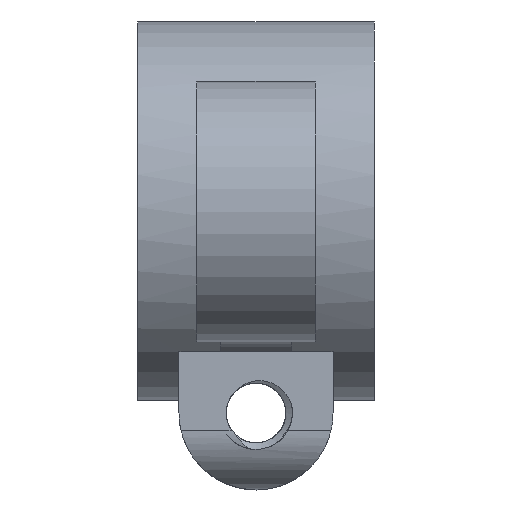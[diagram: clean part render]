
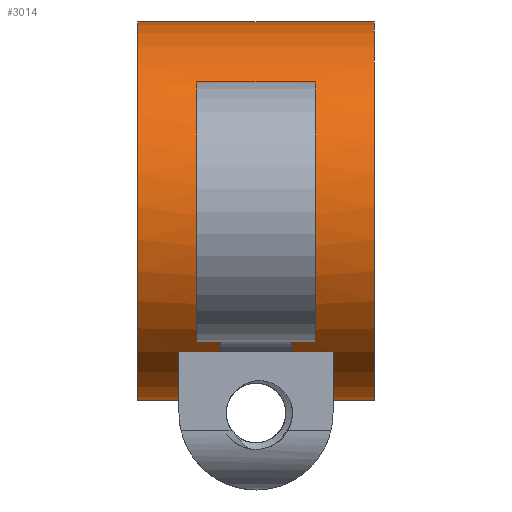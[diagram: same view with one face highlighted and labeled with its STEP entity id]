
A CAD part, front view. The second image highlights one B-rep face of the part: STEP entity #3014.
In plain terms, the highlighted cylindrical face has radius 16 mm (diameter 32 mm), a partial arc.
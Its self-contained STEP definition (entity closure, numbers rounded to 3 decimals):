
#1054=CARTESIAN_POINT('Vertex',(6.5,-10.75,-11.851)) ;
#1057=CARTESIAN_POINT('Line Origine',(4.75,-10.75,-11.851)) ;
#1061=CARTESIAN_POINT('Vertex',(3.,-10.75,-11.851)) ;
#1068=CARTESIAN_POINT('Vertex',(-3.,-10.75,-11.851)) ;
#1071=CARTESIAN_POINT('Line Origine',(-4.75,-10.75,-11.851)) ;
#1075=CARTESIAN_POINT('Vertex',(-6.5,-10.75,-11.851)) ;
#2054=CARTESIAN_POINT('Vertex',(-6.5,-0.75,-15.982)) ;
#2057=CARTESIAN_POINT('Line Origine',(-8.25,-0.75,-15.982)) ;
#2061=CARTESIAN_POINT('Vertex',(-10.,-0.75,-15.982)) ;
#2082=CARTESIAN_POINT('Vertex',(10.,-0.75,-15.982)) ;
#2085=CARTESIAN_POINT('Line Origine',(8.25,-0.75,-15.982)) ;
#2089=CARTESIAN_POINT('Vertex',(6.5,-0.75,-15.982)) ;
#2940=CARTESIAN_POINT('Axis2P3D Location',(6.5,0.,0.)) ;
#2952=CARTESIAN_POINT('Axis2P3D Location',(0.,0.,0.)) ;
#2957=CARTESIAN_POINT('Line Origine',(0.,0.,16.)) ;
#2961=CARTESIAN_POINT('Vertex',(10.,0.,16.)) ;
#2963=CARTESIAN_POINT('Vertex',(-10.,0.,16.)) ;
#2966=CARTESIAN_POINT('Axis2P3D Location',(-10.,0.,0.)) ;
#2971=CARTESIAN_POINT('Axis2P3D Location',(-6.5,0.,0.)) ;
#2976=CARTESIAN_POINT('Axis2P3D Location',(-3.,0.,0.)) ;
#2980=CARTESIAN_POINT('Vertex',(-3.,-11.619,11.)) ;
#2983=CARTESIAN_POINT('Line Origine',(0.,-11.619,11.)) ;
#2987=CARTESIAN_POINT('Vertex',(3.,-11.619,11.)) ;
#2990=CARTESIAN_POINT('Axis2P3D Location',(3.,0.,0.)) ;
#2995=CARTESIAN_POINT('Axis2P3D Location',(10.,0.,0.)) ;
#1058=DIRECTION('Vector Direction',(1.,0.,0.)) ;
#1072=DIRECTION('Vector Direction',(1.,0.,0.)) ;
#2058=DIRECTION('Vector Direction',(1.,0.,0.)) ;
#2086=DIRECTION('Vector Direction',(1.,0.,0.)) ;
#2941=DIRECTION('Axis2P3D Direction',(1.,0.,0.)) ;
#2953=DIRECTION('Axis2P3D Direction',(1.,0.,-0.)) ;
#2954=DIRECTION('Axis2P3D XDirection',(0.,0.,1.)) ;
#2958=DIRECTION('Vector Direction',(1.,0.,0.)) ;
#2967=DIRECTION('Axis2P3D Direction',(1.,0.,-0.)) ;
#2972=DIRECTION('Axis2P3D Direction',(1.,0.,-0.)) ;
#2977=DIRECTION('Axis2P3D Direction',(1.,0.,-0.)) ;
#2984=DIRECTION('Vector Direction',(1.,0.,0.)) ;
#2991=DIRECTION('Axis2P3D Direction',(1.,0.,-0.)) ;
#2996=DIRECTION('Axis2P3D Direction',(1.,0.,-0.)) ;
#2942=AXIS2_PLACEMENT_3D('Circle Axis2P3D',#2940,#2941,$) ;
#2955=AXIS2_PLACEMENT_3D('Cylinder Axis2P3D',#2952,#2953,#2954) ;
#2968=AXIS2_PLACEMENT_3D('Circle Axis2P3D',#2966,#2967,$) ;
#2973=AXIS2_PLACEMENT_3D('Circle Axis2P3D',#2971,#2972,$) ;
#2978=AXIS2_PLACEMENT_3D('Circle Axis2P3D',#2976,#2977,$) ;
#2992=AXIS2_PLACEMENT_3D('Circle Axis2P3D',#2990,#2991,$) ;
#2997=AXIS2_PLACEMENT_3D('Circle Axis2P3D',#2995,#2996,$) ;
#3001=ORIENTED_EDGE('',*,*,#2965,.T.) ;
#3002=ORIENTED_EDGE('',*,*,#2970,.F.) ;
#3003=ORIENTED_EDGE('',*,*,#2063,.T.) ;
#3004=ORIENTED_EDGE('',*,*,#2975,.T.) ;
#3005=ORIENTED_EDGE('',*,*,#1077,.T.) ;
#3006=ORIENTED_EDGE('',*,*,#2982,.T.) ;
#3007=ORIENTED_EDGE('',*,*,#2989,.T.) ;
#3008=ORIENTED_EDGE('',*,*,#2994,.T.) ;
#3009=ORIENTED_EDGE('',*,*,#1063,.T.) ;
#3010=ORIENTED_EDGE('',*,*,#2944,.T.) ;
#3011=ORIENTED_EDGE('',*,*,#2091,.T.) ;
#3012=ORIENTED_EDGE('',*,*,#2999,.F.) ;
#1059=VECTOR('Line Direction',#1058,1.) ;
#1073=VECTOR('Line Direction',#1072,1.) ;
#2059=VECTOR('Line Direction',#2058,1.) ;
#2087=VECTOR('Line Direction',#2086,1.) ;
#2959=VECTOR('Line Direction',#2958,1.) ;
#2985=VECTOR('Line Direction',#2984,1.) ;
#3014=ADVANCED_FACE('Body1',(#3013),#2956,.T.) ;
#2943=CIRCLE('generated circle',#2942,16.) ;
#2969=CIRCLE('generated circle',#2968,16.) ;
#2974=CIRCLE('generated circle',#2973,16.) ;
#2979=CIRCLE('generated circle',#2978,16.) ;
#2993=CIRCLE('generated circle',#2992,16.) ;
#2998=CIRCLE('generated circle',#2997,16.) ;
#2956=CYLINDRICAL_SURFACE('generated cylinder',#2955,16.) ;
#1063=EDGE_CURVE('',#1062,#1055,#1060,.T.) ;
#1077=EDGE_CURVE('',#1076,#1069,#1074,.T.) ;
#2063=EDGE_CURVE('',#2062,#2055,#2060,.T.) ;
#2091=EDGE_CURVE('',#2090,#2083,#2088,.T.) ;
#2944=EDGE_CURVE('',#1055,#2090,#2943,.T.) ;
#2965=EDGE_CURVE('',#2962,#2964,#2960,.F.) ;
#2970=EDGE_CURVE('',#2062,#2964,#2969,.F.) ;
#2975=EDGE_CURVE('',#2055,#1076,#2974,.F.) ;
#2982=EDGE_CURVE('',#1069,#2981,#2979,.F.) ;
#2989=EDGE_CURVE('',#2981,#2988,#2986,.T.) ;
#2994=EDGE_CURVE('',#2988,#1062,#2993,.T.) ;
#2999=EDGE_CURVE('',#2962,#2083,#2998,.T.) ;
#3000=EDGE_LOOP('',(#3001,#3002,#3003,#3004,#3005,#3006,#3007,#3008,#3009,#3010,#3011,#3012)) ;
#3013=FACE_OUTER_BOUND('',#3000,.T.) ;
#1060=LINE('Line',#1057,#1059) ;
#1074=LINE('Line',#1071,#1073) ;
#2060=LINE('Line',#2057,#2059) ;
#2088=LINE('Line',#2085,#2087) ;
#2960=LINE('Line',#2957,#2959) ;
#2986=LINE('Line',#2983,#2985) ;
#1055=VERTEX_POINT('',#1054) ;
#1062=VERTEX_POINT('',#1061) ;
#1069=VERTEX_POINT('',#1068) ;
#1076=VERTEX_POINT('',#1075) ;
#2055=VERTEX_POINT('',#2054) ;
#2062=VERTEX_POINT('',#2061) ;
#2083=VERTEX_POINT('',#2082) ;
#2090=VERTEX_POINT('',#2089) ;
#2962=VERTEX_POINT('',#2961) ;
#2964=VERTEX_POINT('',#2963) ;
#2981=VERTEX_POINT('',#2980) ;
#2988=VERTEX_POINT('',#2987) ;
